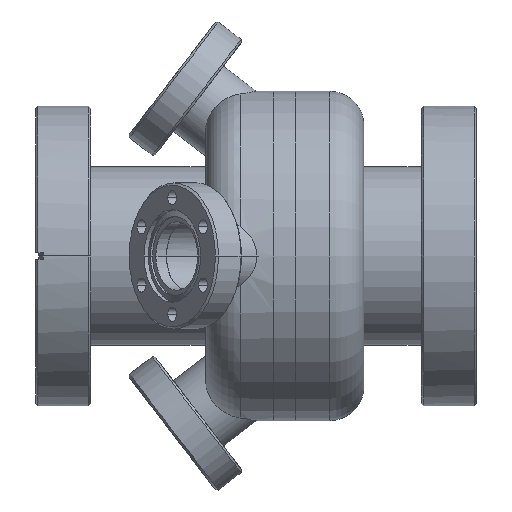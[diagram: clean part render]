
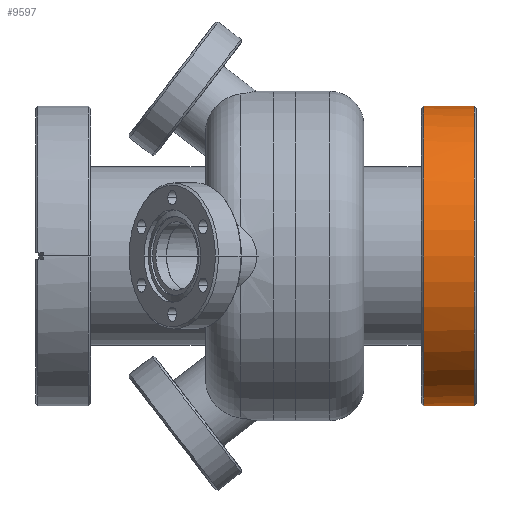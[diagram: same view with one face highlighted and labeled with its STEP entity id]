
A CAD part, left-side view. The second image highlights one B-rep face of the part: STEP entity #9597.
In plain terms, the highlighted cylindrical face has radius 34.671 mm (diameter 69.342 mm), a partial arc.
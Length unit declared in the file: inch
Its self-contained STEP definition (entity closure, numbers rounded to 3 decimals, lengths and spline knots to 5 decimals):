
#76 = ORIENTED_EDGE ( 'NONE', *, *, #7364, .T. ) ;
#189 = DIRECTION ( 'NONE',  ( 0., 0., 1. ) ) ;
#266 = CARTESIAN_POINT ( 'NONE',  ( -0.031, 0.07, -1.36465 ) ) ;
#410 = ORIENTED_EDGE ( 'NONE', *, *, #3882, .F. ) ;
#461 = CIRCLE ( 'NONE', #5068, 1.365 ) ;
#572 = AXIS2_PLACEMENT_3D ( 'NONE', #7622, #4245, #5094 ) ;
#684 = CARTESIAN_POINT ( 'NONE',  ( -0.031, 0.07, -1.36465 ) ) ;
#701 = CIRCLE ( 'NONE', #8904, 1.365 ) ;
#883 = ORIENTED_EDGE ( 'NONE', *, *, #6883, .F. ) ;
#1141 = CARTESIAN_POINT ( 'NONE',  ( 0., 0.07, -1.365 ) ) ;
#1249 = EDGE_CURVE ( 'NONE', #8075, #7855, #5440, .T. ) ;
#1498 = VERTEX_POINT ( 'NONE', #4646 ) ;
#1615 = LINE ( 'NONE', #10136, #5805 ) ;
#1833 = DIRECTION ( 'NONE',  ( 0., 1., 0. ) ) ;
#1871 = VERTEX_POINT ( 'NONE', #1141 ) ;
#2039 = EDGE_CURVE ( 'NONE', #7816, #1871, #1615, .T. ) ;
#2195 = CARTESIAN_POINT ( 'NONE',  ( 0., 0.07, 0. ) ) ;
#2500 = CIRCLE ( 'NONE', #9429, 1.365 ) ;
#2509 = CARTESIAN_POINT ( 'NONE',  ( 0., 0.48, 0. ) ) ;
#2688 = CARTESIAN_POINT ( 'NONE',  ( 0., 0., 1.365 ) ) ;
#2855 = AXIS2_PLACEMENT_3D ( 'NONE', #10248, #5217, #189 ) ;
#3042 = DIRECTION ( 'NONE',  ( 0., 0., 1. ) ) ;
#3312 = VECTOR ( 'NONE', #9403, 39.37008 ) ;
#3372 = DIRECTION ( 'NONE',  ( 0., 0., -1. ) ) ;
#3638 = DIRECTION ( 'NONE',  ( 0., -1., 0. ) ) ;
#3754 = CARTESIAN_POINT ( 'NONE',  ( 0., 0.48, -1.365 ) ) ;
#3882 = EDGE_CURVE ( 'NONE', #5246, #1871, #461, .T. ) ;
#4245 = DIRECTION ( 'NONE',  ( 0., -1., 0. ) ) ;
#4343 = CYLINDRICAL_SURFACE ( 'NONE', #572, 1.365 ) ;
#4361 = LINE ( 'NONE', #4369, #3312 ) ;
#4369 = CARTESIAN_POINT ( 'NONE',  ( -0.031, 0.07, 1.36465 ) ) ;
#4618 = FACE_OUTER_BOUND ( 'NONE', #9697, .T. ) ;
#4646 = CARTESIAN_POINT ( 'NONE',  ( 0., 0.48, 1.365 ) ) ;
#4758 = VERTEX_POINT ( 'NONE', #6022 ) ;
#5068 = AXIS2_PLACEMENT_3D ( 'NONE', #2195, #8078, #3042 ) ;
#5094 = DIRECTION ( 'NONE',  ( 0., 0., 1. ) ) ;
#5101 = DIRECTION ( 'NONE',  ( 0., -1., 0. ) ) ;
#5157 = LINE ( 'NONE', #266, #9638 ) ;
#5217 = DIRECTION ( 'NONE',  ( 0., -1., 0. ) ) ;
#5246 = VERTEX_POINT ( 'NONE', #684 ) ;
#5440 = CIRCLE ( 'NONE', #2855, 1.365 ) ;
#5805 = VECTOR ( 'NONE', #5101, 39.37008 ) ;
#6022 = CARTESIAN_POINT ( 'NONE',  ( -0.031, 0.02, -1.36465 ) ) ;
#6248 = ORIENTED_EDGE ( 'NONE', *, *, #8465, .T. ) ;
#6360 = VECTOR ( 'NONE', #9418, 39.37008 ) ;
#6853 = CARTESIAN_POINT ( 'NONE',  ( 0., 0.02, 0. ) ) ;
#6883 = EDGE_CURVE ( 'NONE', #1498, #8075, #8880, .T. ) ;
#7233 = VERTEX_POINT ( 'NONE', #7491 ) ;
#7364 = EDGE_CURVE ( 'NONE', #4758, #7233, #701, .T. ) ;
#7491 = CARTESIAN_POINT ( 'NONE',  ( -0.031, 0.02, 1.36465 ) ) ;
#7622 = CARTESIAN_POINT ( 'NONE',  ( 0., 0., 0. ) ) ;
#7717 = DIRECTION ( 'NONE',  ( 0., 0., 1. ) ) ;
#7816 = VERTEX_POINT ( 'NONE', #3754 ) ;
#7855 = VERTEX_POINT ( 'NONE', #9753 ) ;
#8039 = ORIENTED_EDGE ( 'NONE', *, *, #1249, .F. ) ;
#8075 = VERTEX_POINT ( 'NONE', #9187 ) ;
#8078 = DIRECTION ( 'NONE',  ( 0., -1., 0. ) ) ;
#8404 = DIRECTION ( 'NONE',  ( 0., -1., 0. ) ) ;
#8465 = EDGE_CURVE ( 'NONE', #5246, #4758, #5157, .T. ) ;
#8614 = ORIENTED_EDGE ( 'NONE', *, *, #9300, .T. ) ;
#8704 = ORIENTED_EDGE ( 'NONE', *, *, #2039, .T. ) ;
#8880 = LINE ( 'NONE', #2688, #6360 ) ;
#8904 = AXIS2_PLACEMENT_3D ( 'NONE', #6853, #1833, #7717 ) ;
#9187 = CARTESIAN_POINT ( 'NONE',  ( 0., 0.07, 1.365 ) ) ;
#9300 = EDGE_CURVE ( 'NONE', #1498, #7816, #2500, .T. ) ;
#9311 = ORIENTED_EDGE ( 'NONE', *, *, #10882, .F. ) ;
#9403 = DIRECTION ( 'NONE',  ( 0., -1., 0. ) ) ;
#9418 = DIRECTION ( 'NONE',  ( 0., -1., 0. ) ) ;
#9429 = AXIS2_PLACEMENT_3D ( 'NONE', #2509, #8404, #3372 ) ;
#9597 = ADVANCED_FACE ( 'NONE', ( #4618 ), #4343, .T. ) ;
#9638 = VECTOR ( 'NONE', #3638, 39.37008 ) ;
#9697 = EDGE_LOOP ( 'NONE', ( #8614, #8704, #410, #6248, #76, #9311, #8039, #883 ) ) ;
#9753 = CARTESIAN_POINT ( 'NONE',  ( -0.031, 0.07, 1.36465 ) ) ;
#10136 = CARTESIAN_POINT ( 'NONE',  ( 0., 0., -1.365 ) ) ;
#10248 = CARTESIAN_POINT ( 'NONE',  ( 0., 0.07, 0. ) ) ;
#10882 = EDGE_CURVE ( 'NONE', #7855, #7233, #4361, .T. ) ;
